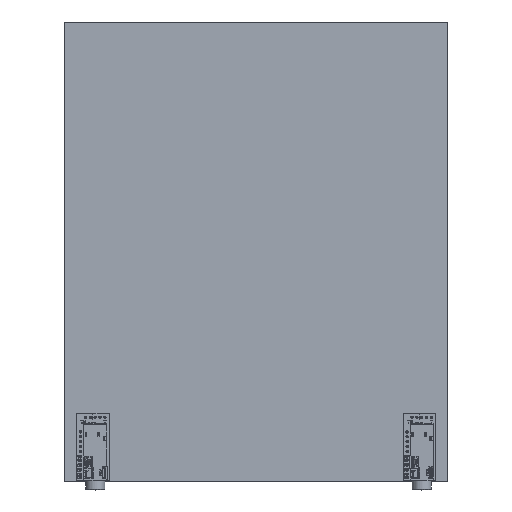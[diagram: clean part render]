
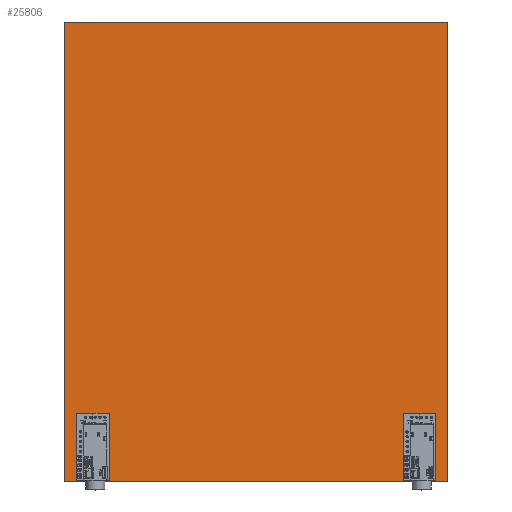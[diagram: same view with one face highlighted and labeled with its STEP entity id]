
A CAD part, top view. The second image highlights one B-rep face of the part: STEP entity #25806.
In plain terms, the highlighted planar face has unit normal (0, 0, 1).
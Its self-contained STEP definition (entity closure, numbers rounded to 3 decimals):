
#25474 = VERTEX_POINT('',#25475);
#25475 = CARTESIAN_POINT('',(49.8,-59.8,1.51));
#25481 = EDGE_CURVE('',#25474,#25482,#25484,.T.);
#25482 = VERTEX_POINT('',#25483);
#25483 = CARTESIAN_POINT('',(-49.8,-59.8,1.51));
#25484 = LINE('',#25485,#25486);
#25485 = CARTESIAN_POINT('',(49.8,-59.8,1.51));
#25486 = VECTOR('',#25487,1.);
#25487 = DIRECTION('',(-1.,0.,0.));
#25514 = VERTEX_POINT('',#25515);
#25515 = CARTESIAN_POINT('',(49.8,59.8,1.51));
#25521 = EDGE_CURVE('',#25514,#25474,#25522,.T.);
#25522 = LINE('',#25523,#25524);
#25523 = CARTESIAN_POINT('',(49.8,59.8,1.51));
#25524 = VECTOR('',#25525,1.);
#25525 = DIRECTION('',(0.,-1.,0.));
#25543 = EDGE_CURVE('',#25482,#25544,#25546,.T.);
#25544 = VERTEX_POINT('',#25545);
#25545 = CARTESIAN_POINT('',(-49.8,59.8,1.51));
#25546 = LINE('',#25547,#25548);
#25547 = CARTESIAN_POINT('',(-49.8,-59.8,1.51));
#25548 = VECTOR('',#25549,1.);
#25549 = DIRECTION('',(0.,1.,0.));
#25806 = ADVANCED_FACE('',(#25807,#25818,#25829,#25840,#25851,#25862,
    #25873,#25884,#25895,#25906,#25917,#25928,#25939,#25950,#25961,
    #25972,#25983,#25994,#26005,#26016,#26027),#26038,.T.);
#25807 = FACE_BOUND('',#25808,.T.);
#25808 = EDGE_LOOP('',(#25809,#25810,#25811,#25817));
#25809 = ORIENTED_EDGE('',*,*,#25481,.F.);
#25810 = ORIENTED_EDGE('',*,*,#25521,.F.);
#25811 = ORIENTED_EDGE('',*,*,#25812,.F.);
#25812 = EDGE_CURVE('',#25544,#25514,#25813,.T.);
#25813 = LINE('',#25814,#25815);
#25814 = CARTESIAN_POINT('',(-49.8,59.8,1.51));
#25815 = VECTOR('',#25816,1.);
#25816 = DIRECTION('',(1.,0.,0.));
#25817 = ORIENTED_EDGE('',*,*,#25543,.F.);
#25818 = FACE_BOUND('',#25819,.T.);
#25819 = EDGE_LOOP('',(#25820));
#25820 = ORIENTED_EDGE('',*,*,#25821,.T.);
#25821 = EDGE_CURVE('',#25822,#25822,#25824,.T.);
#25822 = VERTEX_POINT('',#25823);
#25823 = CARTESIAN_POINT('',(-45.72,-52.395,1.51));
#25824 = CIRCLE('',#25825,0.325);
#25825 = AXIS2_PLACEMENT_3D('',#25826,#25827,#25828);
#25826 = CARTESIAN_POINT('',(-45.72,-52.07,1.51));
#25827 = DIRECTION('',(-0.,0.,-1.));
#25828 = DIRECTION('',(-0.,-1.,0.));
#25829 = FACE_BOUND('',#25830,.T.);
#25830 = EDGE_LOOP('',(#25831));
#25831 = ORIENTED_EDGE('',*,*,#25832,.T.);
#25832 = EDGE_CURVE('',#25833,#25833,#25835,.T.);
#25833 = VERTEX_POINT('',#25834);
#25834 = CARTESIAN_POINT('',(-45.72,-51.125,1.51));
#25835 = CIRCLE('',#25836,0.325);
#25836 = AXIS2_PLACEMENT_3D('',#25837,#25838,#25839);
#25837 = CARTESIAN_POINT('',(-45.72,-50.8,1.51));
#25838 = DIRECTION('',(-0.,0.,-1.));
#25839 = DIRECTION('',(-0.,-1.,0.));
#25840 = FACE_BOUND('',#25841,.T.);
#25841 = EDGE_LOOP('',(#25842));
#25842 = ORIENTED_EDGE('',*,*,#25843,.T.);
#25843 = EDGE_CURVE('',#25844,#25844,#25846,.T.);
#25844 = VERTEX_POINT('',#25845);
#25845 = CARTESIAN_POINT('',(-45.72,-49.855,1.51));
#25846 = CIRCLE('',#25847,0.325);
#25847 = AXIS2_PLACEMENT_3D('',#25848,#25849,#25850);
#25848 = CARTESIAN_POINT('',(-45.72,-49.53,1.51));
#25849 = DIRECTION('',(-0.,0.,-1.));
#25850 = DIRECTION('',(-0.,-1.,0.));
#25851 = FACE_BOUND('',#25852,.T.);
#25852 = EDGE_LOOP('',(#25853));
#25853 = ORIENTED_EDGE('',*,*,#25854,.T.);
#25854 = EDGE_CURVE('',#25855,#25855,#25857,.T.);
#25855 = VERTEX_POINT('',#25856);
#25856 = CARTESIAN_POINT('',(-45.72,-48.585,1.51));
#25857 = CIRCLE('',#25858,0.325);
#25858 = AXIS2_PLACEMENT_3D('',#25859,#25860,#25861);
#25859 = CARTESIAN_POINT('',(-45.72,-48.26,1.51));
#25860 = DIRECTION('',(-0.,0.,-1.));
#25861 = DIRECTION('',(-0.,-1.,0.));
#25862 = FACE_BOUND('',#25863,.T.);
#25863 = EDGE_LOOP('',(#25864));
#25864 = ORIENTED_EDGE('',*,*,#25865,.T.);
#25865 = EDGE_CURVE('',#25866,#25866,#25868,.T.);
#25866 = VERTEX_POINT('',#25867);
#25867 = CARTESIAN_POINT('',(39.37,-52.395,1.51));
#25868 = CIRCLE('',#25869,0.325);
#25869 = AXIS2_PLACEMENT_3D('',#25870,#25871,#25872);
#25870 = CARTESIAN_POINT('',(39.37,-52.07,1.51));
#25871 = DIRECTION('',(-0.,0.,-1.));
#25872 = DIRECTION('',(0.,-1.,0.));
#25873 = FACE_BOUND('',#25874,.T.);
#25874 = EDGE_LOOP('',(#25875));
#25875 = ORIENTED_EDGE('',*,*,#25876,.T.);
#25876 = EDGE_CURVE('',#25877,#25877,#25879,.T.);
#25877 = VERTEX_POINT('',#25878);
#25878 = CARTESIAN_POINT('',(39.37,-51.125,1.51));
#25879 = CIRCLE('',#25880,0.325);
#25880 = AXIS2_PLACEMENT_3D('',#25881,#25882,#25883);
#25881 = CARTESIAN_POINT('',(39.37,-50.8,1.51));
#25882 = DIRECTION('',(-0.,0.,-1.));
#25883 = DIRECTION('',(0.,-1.,0.));
#25884 = FACE_BOUND('',#25885,.T.);
#25885 = EDGE_LOOP('',(#25886));
#25886 = ORIENTED_EDGE('',*,*,#25887,.T.);
#25887 = EDGE_CURVE('',#25888,#25888,#25890,.T.);
#25888 = VERTEX_POINT('',#25889);
#25889 = CARTESIAN_POINT('',(39.37,-49.855,1.51));
#25890 = CIRCLE('',#25891,0.325);
#25891 = AXIS2_PLACEMENT_3D('',#25892,#25893,#25894);
#25892 = CARTESIAN_POINT('',(39.37,-49.53,1.51));
#25893 = DIRECTION('',(-0.,0.,-1.));
#25894 = DIRECTION('',(0.,-1.,0.));
#25895 = FACE_BOUND('',#25896,.T.);
#25896 = EDGE_LOOP('',(#25897));
#25897 = ORIENTED_EDGE('',*,*,#25898,.T.);
#25898 = EDGE_CURVE('',#25899,#25899,#25901,.T.);
#25899 = VERTEX_POINT('',#25900);
#25900 = CARTESIAN_POINT('',(39.37,-48.585,1.51));
#25901 = CIRCLE('',#25902,0.325);
#25902 = AXIS2_PLACEMENT_3D('',#25903,#25904,#25905);
#25903 = CARTESIAN_POINT('',(39.37,-48.26,1.51));
#25904 = DIRECTION('',(-0.,0.,-1.));
#25905 = DIRECTION('',(0.,-1.,0.));
#25906 = FACE_BOUND('',#25907,.T.);
#25907 = EDGE_LOOP('',(#25908));
#25908 = ORIENTED_EDGE('',*,*,#25909,.T.);
#25909 = EDGE_CURVE('',#25910,#25910,#25912,.T.);
#25910 = VERTEX_POINT('',#25911);
#25911 = CARTESIAN_POINT('',(-45.72,-47.315,1.51));
#25912 = CIRCLE('',#25913,0.325);
#25913 = AXIS2_PLACEMENT_3D('',#25914,#25915,#25916);
#25914 = CARTESIAN_POINT('',(-45.72,-46.99,1.51));
#25915 = DIRECTION('',(-0.,0.,-1.));
#25916 = DIRECTION('',(-0.,-1.,0.));
#25917 = FACE_BOUND('',#25918,.T.);
#25918 = EDGE_LOOP('',(#25919));
#25919 = ORIENTED_EDGE('',*,*,#25920,.T.);
#25920 = EDGE_CURVE('',#25921,#25921,#25923,.T.);
#25921 = VERTEX_POINT('',#25922);
#25922 = CARTESIAN_POINT('',(-44.45,-43.505,1.51));
#25923 = CIRCLE('',#25924,0.325);
#25924 = AXIS2_PLACEMENT_3D('',#25925,#25926,#25927);
#25925 = CARTESIAN_POINT('',(-44.45,-43.18,1.51));
#25926 = DIRECTION('',(-0.,0.,-1.));
#25927 = DIRECTION('',(-0.,-1.,0.));
#25928 = FACE_BOUND('',#25929,.T.);
#25929 = EDGE_LOOP('',(#25930));
#25930 = ORIENTED_EDGE('',*,*,#25931,.T.);
#25931 = EDGE_CURVE('',#25932,#25932,#25934,.T.);
#25932 = VERTEX_POINT('',#25933);
#25933 = CARTESIAN_POINT('',(-43.18,-43.505,1.51));
#25934 = CIRCLE('',#25935,0.325);
#25935 = AXIS2_PLACEMENT_3D('',#25936,#25937,#25938);
#25936 = CARTESIAN_POINT('',(-43.18,-43.18,1.51));
#25937 = DIRECTION('',(-0.,0.,-1.));
#25938 = DIRECTION('',(-0.,-1.,0.));
#25939 = FACE_BOUND('',#25940,.T.);
#25940 = EDGE_LOOP('',(#25941));
#25941 = ORIENTED_EDGE('',*,*,#25942,.T.);
#25942 = EDGE_CURVE('',#25943,#25943,#25945,.T.);
#25943 = VERTEX_POINT('',#25944);
#25944 = CARTESIAN_POINT('',(-41.91,-43.505,1.51));
#25945 = CIRCLE('',#25946,0.325);
#25946 = AXIS2_PLACEMENT_3D('',#25947,#25948,#25949);
#25947 = CARTESIAN_POINT('',(-41.91,-43.18,1.51));
#25948 = DIRECTION('',(-0.,0.,-1.));
#25949 = DIRECTION('',(-0.,-1.,0.));
#25950 = FACE_BOUND('',#25951,.T.);
#25951 = EDGE_LOOP('',(#25952));
#25952 = ORIENTED_EDGE('',*,*,#25953,.T.);
#25953 = EDGE_CURVE('',#25954,#25954,#25956,.T.);
#25954 = VERTEX_POINT('',#25955);
#25955 = CARTESIAN_POINT('',(-40.64,-43.505,1.51));
#25956 = CIRCLE('',#25957,0.325);
#25957 = AXIS2_PLACEMENT_3D('',#25958,#25959,#25960);
#25958 = CARTESIAN_POINT('',(-40.64,-43.18,1.51));
#25959 = DIRECTION('',(-0.,0.,-1.));
#25960 = DIRECTION('',(-0.,-1.,0.));
#25961 = FACE_BOUND('',#25962,.T.);
#25962 = EDGE_LOOP('',(#25963));
#25963 = ORIENTED_EDGE('',*,*,#25964,.T.);
#25964 = EDGE_CURVE('',#25965,#25965,#25967,.T.);
#25965 = VERTEX_POINT('',#25966);
#25966 = CARTESIAN_POINT('',(-39.37,-43.505,1.51));
#25967 = CIRCLE('',#25968,0.325);
#25968 = AXIS2_PLACEMENT_3D('',#25969,#25970,#25971);
#25969 = CARTESIAN_POINT('',(-39.37,-43.18,1.51));
#25970 = DIRECTION('',(-0.,0.,-1.));
#25971 = DIRECTION('',(0.,-1.,-0.));
#25972 = FACE_BOUND('',#25973,.T.);
#25973 = EDGE_LOOP('',(#25974));
#25974 = ORIENTED_EDGE('',*,*,#25975,.T.);
#25975 = EDGE_CURVE('',#25976,#25976,#25978,.T.);
#25976 = VERTEX_POINT('',#25977);
#25977 = CARTESIAN_POINT('',(39.37,-47.315,1.51));
#25978 = CIRCLE('',#25979,0.325);
#25979 = AXIS2_PLACEMENT_3D('',#25980,#25981,#25982);
#25980 = CARTESIAN_POINT('',(39.37,-46.99,1.51));
#25981 = DIRECTION('',(-0.,0.,-1.));
#25982 = DIRECTION('',(0.,-1.,0.));
#25983 = FACE_BOUND('',#25984,.T.);
#25984 = EDGE_LOOP('',(#25985));
#25985 = ORIENTED_EDGE('',*,*,#25986,.T.);
#25986 = EDGE_CURVE('',#25987,#25987,#25989,.T.);
#25987 = VERTEX_POINT('',#25988);
#25988 = CARTESIAN_POINT('',(40.64,-43.505,1.51));
#25989 = CIRCLE('',#25990,0.325);
#25990 = AXIS2_PLACEMENT_3D('',#25991,#25992,#25993);
#25991 = CARTESIAN_POINT('',(40.64,-43.18,1.51));
#25992 = DIRECTION('',(-0.,0.,-1.));
#25993 = DIRECTION('',(-0.,-1.,0.));
#25994 = FACE_BOUND('',#25995,.T.);
#25995 = EDGE_LOOP('',(#25996));
#25996 = ORIENTED_EDGE('',*,*,#25997,.T.);
#25997 = EDGE_CURVE('',#25998,#25998,#26000,.T.);
#25998 = VERTEX_POINT('',#25999);
#25999 = CARTESIAN_POINT('',(41.91,-43.505,1.51));
#26000 = CIRCLE('',#26001,0.325);
#26001 = AXIS2_PLACEMENT_3D('',#26002,#26003,#26004);
#26002 = CARTESIAN_POINT('',(41.91,-43.18,1.51));
#26003 = DIRECTION('',(-0.,0.,-1.));
#26004 = DIRECTION('',(-0.,-1.,0.));
#26005 = FACE_BOUND('',#26006,.T.);
#26006 = EDGE_LOOP('',(#26007));
#26007 = ORIENTED_EDGE('',*,*,#26008,.T.);
#26008 = EDGE_CURVE('',#26009,#26009,#26011,.T.);
#26009 = VERTEX_POINT('',#26010);
#26010 = CARTESIAN_POINT('',(43.18,-43.505,1.51));
#26011 = CIRCLE('',#26012,0.325);
#26012 = AXIS2_PLACEMENT_3D('',#26013,#26014,#26015);
#26013 = CARTESIAN_POINT('',(43.18,-43.18,1.51));
#26014 = DIRECTION('',(-0.,0.,-1.));
#26015 = DIRECTION('',(-0.,-1.,0.));
#26016 = FACE_BOUND('',#26017,.T.);
#26017 = EDGE_LOOP('',(#26018));
#26018 = ORIENTED_EDGE('',*,*,#26019,.T.);
#26019 = EDGE_CURVE('',#26020,#26020,#26022,.T.);
#26020 = VERTEX_POINT('',#26021);
#26021 = CARTESIAN_POINT('',(44.45,-43.505,1.51));
#26022 = CIRCLE('',#26023,0.325);
#26023 = AXIS2_PLACEMENT_3D('',#26024,#26025,#26026);
#26024 = CARTESIAN_POINT('',(44.45,-43.18,1.51));
#26025 = DIRECTION('',(-0.,0.,-1.));
#26026 = DIRECTION('',(-0.,-1.,0.));
#26027 = FACE_BOUND('',#26028,.T.);
#26028 = EDGE_LOOP('',(#26029));
#26029 = ORIENTED_EDGE('',*,*,#26030,.T.);
#26030 = EDGE_CURVE('',#26031,#26031,#26033,.T.);
#26031 = VERTEX_POINT('',#26032);
#26032 = CARTESIAN_POINT('',(45.72,-43.505,1.51));
#26033 = CIRCLE('',#26034,0.325);
#26034 = AXIS2_PLACEMENT_3D('',#26035,#26036,#26037);
#26035 = CARTESIAN_POINT('',(45.72,-43.18,1.51));
#26036 = DIRECTION('',(-0.,0.,-1.));
#26037 = DIRECTION('',(-0.,-1.,0.));
#26038 = PLANE('',#26039);
#26039 = AXIS2_PLACEMENT_3D('',#26040,#26041,#26042);
#26040 = CARTESIAN_POINT('',(0.,0.,1.51));
#26041 = DIRECTION('',(0.,0.,1.));
#26042 = DIRECTION('',(1.,0.,-0.));
